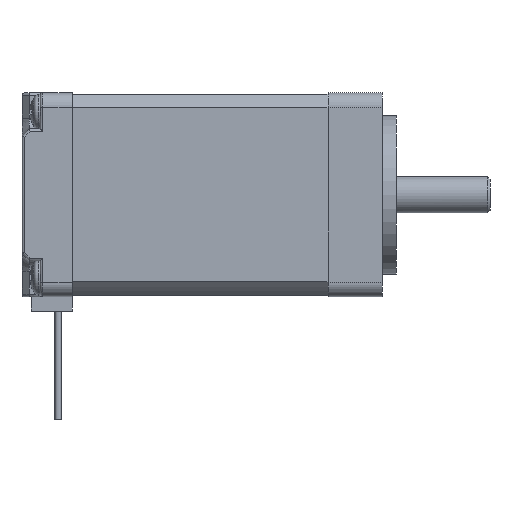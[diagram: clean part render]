
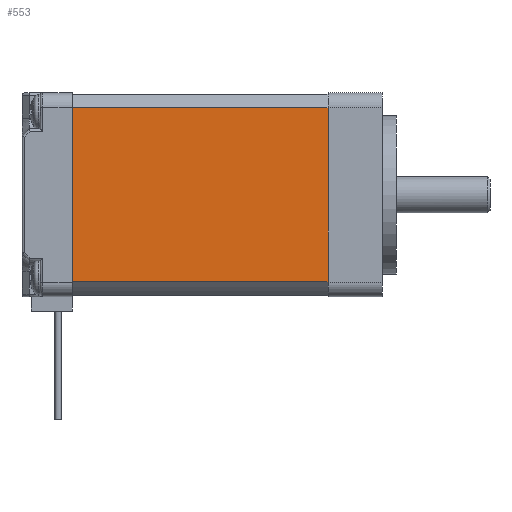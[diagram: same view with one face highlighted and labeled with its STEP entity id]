
A CAD part, left-side view. The second image highlights one B-rep face of the part: STEP entity #553.
In plain terms, the highlighted planar face has unit normal (-1, 0, 0).
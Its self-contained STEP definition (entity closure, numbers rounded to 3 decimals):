
#553 = ADVANCED_FACE( '', ( #1106 ), #1107, .T. );
#1106 = FACE_OUTER_BOUND( '', #1664, .T. );
#1107 = PLANE( '', #1665 );
#1664 = EDGE_LOOP( '', ( #2836, #2837, #2838, #2839 ) );
#1665 = AXIS2_PLACEMENT_3D( '', #2840, #2841, #2842 );
#2836 = ORIENTED_EDGE( '', *, *, #3430, .F. );
#2837 = ORIENTED_EDGE( '', *, *, #3230, .F. );
#2838 = ORIENTED_EDGE( '', *, *, #3570, .T. );
#2839 = ORIENTED_EDGE( '', *, *, #3219, .T. );
#2840 = CARTESIAN_POINT( '', ( -14., -41.571, -12.093 ) );
#2841 = DIRECTION( '', ( -1., 0., 0. ) );
#2842 = DIRECTION( '', ( 0., 0., 1. ) );
#3219 = EDGE_CURVE( '', #3805, #3803, #3806, .T. );
#3230 = EDGE_CURVE( '', #3823, #3819, #3825, .T. );
#3430 = EDGE_CURVE( '', #3819, #3803, #4128, .T. );
#3570 = EDGE_CURVE( '', #3823, #3805, #4303, .T. );
#3803 = VERTEX_POINT( '', #4581 );
#3805 = VERTEX_POINT( '', #4583 );
#3806 = LINE( '', #4584, #4585 );
#3819 = VERTEX_POINT( '', #4600 );
#3823 = VERTEX_POINT( '', #4605 );
#3825 = LINE( '', #4607, #4608 );
#4128 = LINE( '', #5021, #5022 );
#4303 = LINE( '', #5275, #5276 );
#4581 = CARTESIAN_POINT( '', ( -14., -6.071, 12.093 ) );
#4583 = CARTESIAN_POINT( '', ( -14., -41.571, 12.093 ) );
#4584 = CARTESIAN_POINT( '', ( -14., -41.571, 12.093 ) );
#4585 = VECTOR( '', #5503, 1000. );
#4600 = CARTESIAN_POINT( '', ( -14., -6.071, -12.093 ) );
#4605 = CARTESIAN_POINT( '', ( -14., -41.571, -12.093 ) );
#4607 = CARTESIAN_POINT( '', ( -14., -41.571, -12.093 ) );
#4608 = VECTOR( '', #5522, 1000. );
#5021 = CARTESIAN_POINT( '', ( -14., -6.071, -12.093 ) );
#5022 = VECTOR( '', #5801, 1000. );
#5275 = CARTESIAN_POINT( '', ( -14., -41.571, -12.093 ) );
#5276 = VECTOR( '', #5958, 1000. );
#5503 = DIRECTION( '', ( 0., 1., 0. ) );
#5522 = DIRECTION( '', ( 0., 1., 0. ) );
#5801 = DIRECTION( '', ( 0., 0., 1. ) );
#5958 = DIRECTION( '', ( 0., 0., 1. ) );
